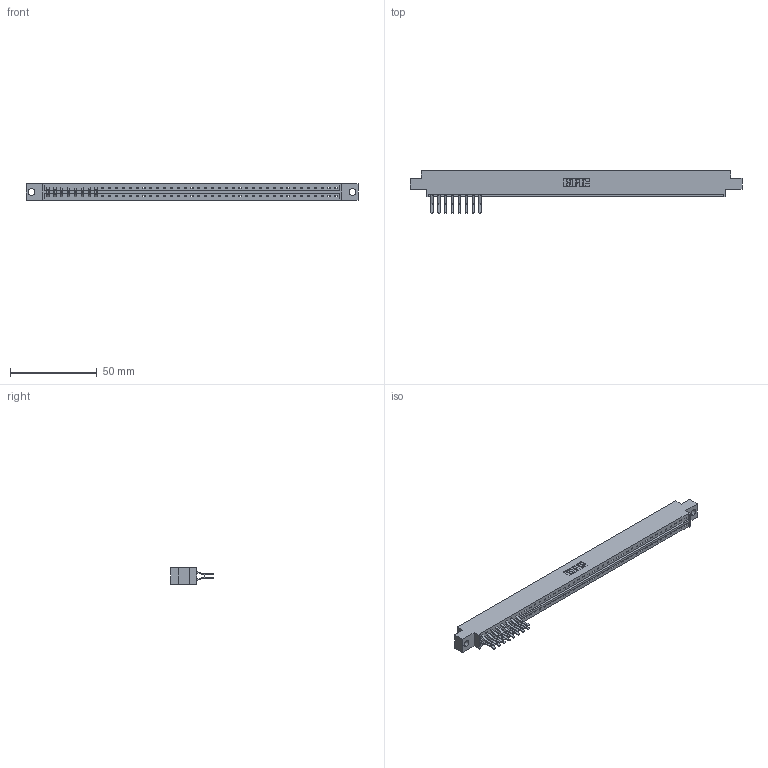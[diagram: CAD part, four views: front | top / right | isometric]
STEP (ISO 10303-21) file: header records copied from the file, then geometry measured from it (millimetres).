
FILE_DESCRIPTION (( 'STEP AP203' ), '1' );
FILE_NAME ('333-016-560-804.STEP', '2018-08-01T21:13:28', ( '' ), ( '' ), 'SwSTEP 2.0', 'SolidWorks 2016', '' );
FILE_SCHEMA (( 'CONFIG_CONTROL_DESIGN' ));
Length unit declared in the file: inch
Products named in the file (3): 333 Part_Offset - .156 Dia - TH; 345-292-001_560 Tail; 333-016-560-804
Assembly tree (17 placements, depth 2):
  333-016-560-804
    333 Part_Offset - .156 Dia - TH
    345-292-001_560 Tail  x16
Bounding box: 191.92 x 24.78 x 9.4 mm (x, y, z)
Volume: 18762.9 mm3; surface area: 18755.2 mm2
Topology: 17 solids, 17 shells, 1402 faces, 4369 edges, 2890 vertices
Faces by surface type: plane 1070, cylinder 332
Entity records: 25517 total; most frequent: ORIENTED_EDGE 4538, CARTESIAN_POINT 4532, DIRECTION 3793, EDGE_CURVE 2269, VECTOR 2137, LINE 2137, VERTEX_POINT 1510, AXIS2_PLACEMENT_3D 828
